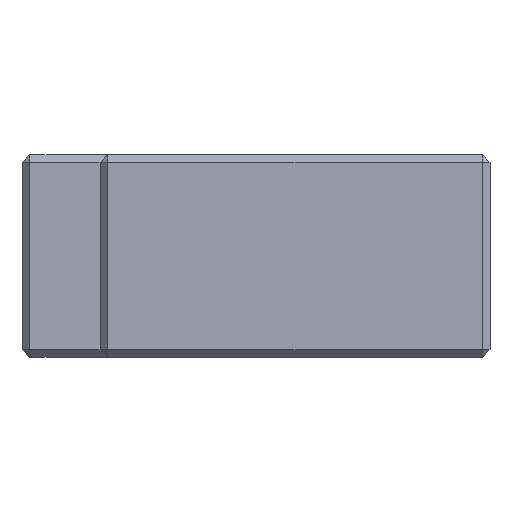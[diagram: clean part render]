
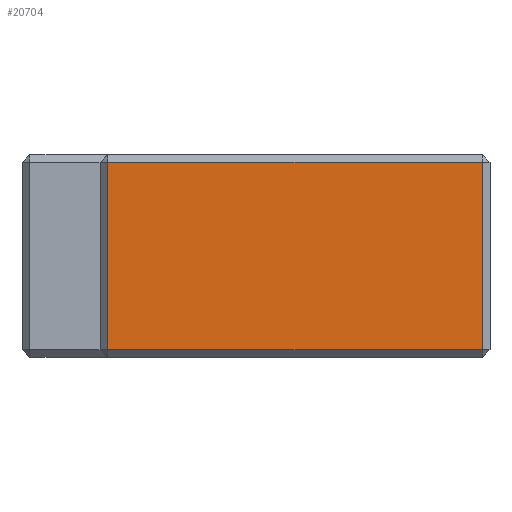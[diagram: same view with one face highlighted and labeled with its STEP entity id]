
A CAD part, left-side view. The second image highlights one B-rep face of the part: STEP entity #20704.
In plain terms, the highlighted planar face has unit normal (-1, 0, 0).
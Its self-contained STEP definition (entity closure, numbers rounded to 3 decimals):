
#650 = DIRECTION ( 'NONE',  ( 0., -1., 0. ) ) ;
#1082 = CARTESIAN_POINT ( 'NONE',  ( -44., 50., -12. ) ) ;
#1086 = DIRECTION ( 'NONE',  ( 0., 1., 0. ) ) ;
#1299 = LINE ( 'NONE', #4378, #12090 ) ;
#1515 = AXIS2_PLACEMENT_3D ( 'NONE', #18761, #18656, #20456 ) ;
#2768 = VERTEX_POINT ( 'NONE', #11519 ) ;
#4378 = CARTESIAN_POINT ( 'NONE',  ( -44., 50., 12. ) ) ;
#5270 = CARTESIAN_POINT ( 'NONE',  ( -44., 1., 12. ) ) ;
#5486 = VERTEX_POINT ( 'NONE', #12270 ) ;
#5599 = VECTOR ( 'NONE', #6986, 1000. ) ;
#5941 = VERTEX_POINT ( 'NONE', #5999 ) ;
#5999 = CARTESIAN_POINT ( 'NONE',  ( -44., 49., -12. ) ) ;
#6526 = EDGE_CURVE ( 'NONE', #2768, #14430, #18205, .T. ) ;
#6721 = ORIENTED_EDGE ( 'NONE', *, *, #6526, .T. ) ;
#6986 = DIRECTION ( 'NONE',  ( 0., 0., 1. ) ) ;
#7285 = EDGE_CURVE ( 'NONE', #14430, #5486, #1299, .T. ) ;
#7614 = ORIENTED_EDGE ( 'NONE', *, *, #10131, .T. ) ;
#9499 = LINE ( 'NONE', #19314, #12533 ) ;
#9594 = EDGE_LOOP ( 'NONE', ( #11309, #6721, #14479, #7614 ) ) ;
#10027 = EDGE_CURVE ( 'NONE', #5941, #2768, #20485, .T. ) ;
#10131 = EDGE_CURVE ( 'NONE', #5486, #5941, #9499, .T. ) ;
#11309 = ORIENTED_EDGE ( 'NONE', *, *, #10027, .T. ) ;
#11519 = CARTESIAN_POINT ( 'NONE',  ( -44., 1., -12. ) ) ;
#11856 = VECTOR ( 'NONE', #650, 1000. ) ;
#12090 = VECTOR ( 'NONE', #1086, 1000. ) ;
#12270 = CARTESIAN_POINT ( 'NONE',  ( -44., 49., 12. ) ) ;
#12533 = VECTOR ( 'NONE', #16015, 1000. ) ;
#13430 = FACE_OUTER_BOUND ( 'NONE', #9594, .T. ) ;
#13616 = CARTESIAN_POINT ( 'NONE',  ( -44., 1., 13. ) ) ;
#14430 = VERTEX_POINT ( 'NONE', #5270 ) ;
#14479 = ORIENTED_EDGE ( 'NONE', *, *, #7285, .T. ) ;
#16015 = DIRECTION ( 'NONE',  ( 0., 0., -1. ) ) ;
#18205 = LINE ( 'NONE', #13616, #5599 ) ;
#18656 = DIRECTION ( 'NONE',  ( 1., 0., 0. ) ) ;
#18761 = CARTESIAN_POINT ( 'NONE',  ( -44., 50., 13. ) ) ;
#19314 = CARTESIAN_POINT ( 'NONE',  ( -44., 49., 13. ) ) ;
#19929 = PLANE ( 'NONE',  #1515 ) ;
#20456 = DIRECTION ( 'NONE',  ( 0., 1., 0. ) ) ;
#20485 = LINE ( 'NONE', #1082, #11856 ) ;
#20704 = ADVANCED_FACE ( 'NONE', ( #13430 ), #19929, .F. ) ;
